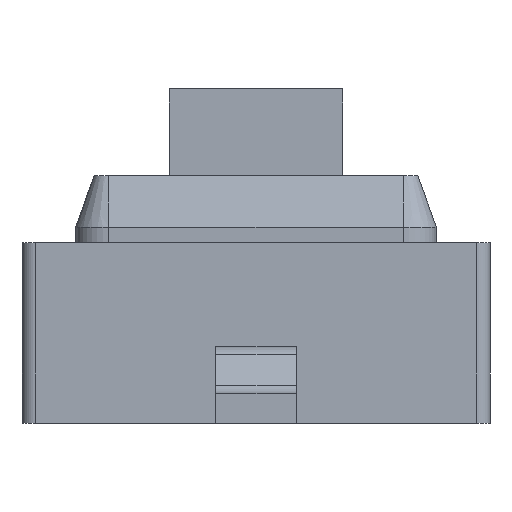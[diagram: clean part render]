
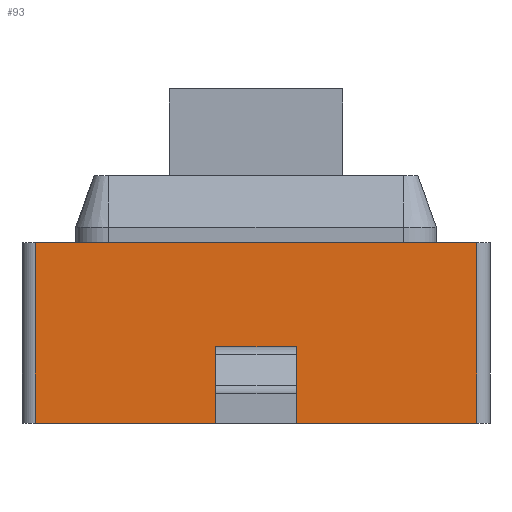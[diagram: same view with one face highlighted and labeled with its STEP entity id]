
A CAD part, left-side view. The second image highlights one B-rep face of the part: STEP entity #93.
In plain terms, the highlighted planar face has unit normal (-1, 0, 0).
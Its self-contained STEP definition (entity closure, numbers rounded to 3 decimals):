
#45 = VECTOR ( 'NONE', #1139, 1000. ) ;
#59 = CARTESIAN_POINT ( 'NONE',  ( -3., 1.65, 0. ) ) ;
#93 = ADVANCED_FACE ( 'NONE', ( #1211, #1245 ), #2107, .F. ) ;
#99 = CARTESIAN_POINT ( 'NONE',  ( -3., -1.65, 1.35 ) ) ;
#119 = CARTESIAN_POINT ( 'NONE',  ( -3., 1.65, 1.35 ) ) ;
#174 = LINE ( 'NONE', #1623, #1000 ) ;
#223 = CARTESIAN_POINT ( 'NONE',  ( -3., 1.65, 1.35 ) ) ;
#243 = EDGE_CURVE ( 'NONE', #461, #1029, #523, .T. ) ;
#279 = VERTEX_POINT ( 'NONE', #223 ) ;
#356 = LINE ( 'NONE', #2262, #650 ) ;
#378 = CARTESIAN_POINT ( 'NONE',  ( -3., -0.3, 0.57 ) ) ;
#383 = CARTESIAN_POINT ( 'NONE',  ( -3., -0.3, 0.57 ) ) ;
#386 = DIRECTION ( 'NONE',  ( 0., 1., 0. ) ) ;
#391 = VERTEX_POINT ( 'NONE', #1611 ) ;
#421 = VERTEX_POINT ( 'NONE', #765 ) ;
#456 = ORIENTED_EDGE ( 'NONE', *, *, #2362, .F. ) ;
#461 = VERTEX_POINT ( 'NONE', #383 ) ;
#483 = VECTOR ( 'NONE', #1551, 1000. ) ;
#523 = LINE ( 'NONE', #378, #1582 ) ;
#539 = EDGE_CURVE ( 'NONE', #1792, #1029, #880, .T. ) ;
#546 = VECTOR ( 'NONE', #861, 1000. ) ;
#647 = DIRECTION ( 'NONE',  ( 0., 1., 0. ) ) ;
#650 = VECTOR ( 'NONE', #2096, 1000. ) ;
#667 = ORIENTED_EDGE ( 'NONE', *, *, #680, .T. ) ;
#680 = EDGE_CURVE ( 'NONE', #421, #2019, #2217, .T. ) ;
#722 = ORIENTED_EDGE ( 'NONE', *, *, #539, .T. ) ;
#740 = CARTESIAN_POINT ( 'NONE',  ( -3., -0.3, 0.35 ) ) ;
#765 = CARTESIAN_POINT ( 'NONE',  ( -3., 1.65, 0. ) ) ;
#861 = DIRECTION ( 'NONE',  ( 0., 0., 1. ) ) ;
#880 = LINE ( 'NONE', #1682, #546 ) ;
#882 = CARTESIAN_POINT ( 'NONE',  ( -3., 1.65, 1.35 ) ) ;
#923 = VECTOR ( 'NONE', #2376, 1000. ) ;
#964 = LINE ( 'NONE', #119, #45 ) ;
#992 = LINE ( 'NONE', #740, #923 ) ;
#1000 = VECTOR ( 'NONE', #1432, 1000. ) ;
#1029 = VERTEX_POINT ( 'NONE', #2177 ) ;
#1103 = ORIENTED_EDGE ( 'NONE', *, *, #2546, .T. ) ;
#1127 = LINE ( 'NONE', #99, #1313 ) ;
#1139 = DIRECTION ( 'NONE',  ( 0., 0., -1. ) ) ;
#1182 = AXIS2_PLACEMENT_3D ( 'NONE', #882, #1304, #647 ) ;
#1211 = FACE_OUTER_BOUND ( 'NONE', #2569, .T. ) ;
#1245 = FACE_BOUND ( 'NONE', #2051, .T. ) ;
#1280 = VERTEX_POINT ( 'NONE', #2185 ) ;
#1304 = DIRECTION ( 'NONE',  ( 1., 0., 0. ) ) ;
#1313 = VECTOR ( 'NONE', #1549, 1000. ) ;
#1361 = ORIENTED_EDGE ( 'NONE', *, *, #2106, .F. ) ;
#1432 = DIRECTION ( 'NONE',  ( 0., -1., 0. ) ) ;
#1507 = ORIENTED_EDGE ( 'NONE', *, *, #1831, .F. ) ;
#1549 = DIRECTION ( 'NONE',  ( 0., 0., -1. ) ) ;
#1551 = DIRECTION ( 'NONE',  ( 0., -1., 0. ) ) ;
#1582 = VECTOR ( 'NONE', #386, 1000. ) ;
#1611 = CARTESIAN_POINT ( 'NONE',  ( -3., -1.65, 1.35 ) ) ;
#1623 = CARTESIAN_POINT ( 'NONE',  ( -3., 1.65, 1.35 ) ) ;
#1682 = CARTESIAN_POINT ( 'NONE',  ( -3., 0.3, 0.57 ) ) ;
#1694 = EDGE_CURVE ( 'NONE', #1280, #1792, #992, .T. ) ;
#1729 = CARTESIAN_POINT ( 'NONE',  ( -3., -1.65, 0. ) ) ;
#1792 = VERTEX_POINT ( 'NONE', #2485 ) ;
#1831 = EDGE_CURVE ( 'NONE', #1280, #461, #356, .T. ) ;
#2019 = VERTEX_POINT ( 'NONE', #1729 ) ;
#2040 = ORIENTED_EDGE ( 'NONE', *, *, #1694, .T. ) ;
#2051 = EDGE_LOOP ( 'NONE', ( #1507, #2040, #722, #2317 ) ) ;
#2096 = DIRECTION ( 'NONE',  ( 0., 0., 1. ) ) ;
#2106 = EDGE_CURVE ( 'NONE', #391, #2019, #1127, .T. ) ;
#2107 = PLANE ( 'NONE',  #1182 ) ;
#2177 = CARTESIAN_POINT ( 'NONE',  ( -3., 0.3, 0.57 ) ) ;
#2185 = CARTESIAN_POINT ( 'NONE',  ( -3., -0.3, 0.35 ) ) ;
#2217 = LINE ( 'NONE', #59, #483 ) ;
#2262 = CARTESIAN_POINT ( 'NONE',  ( -3., -0.3, 0.57 ) ) ;
#2317 = ORIENTED_EDGE ( 'NONE', *, *, #243, .F. ) ;
#2362 = EDGE_CURVE ( 'NONE', #279, #391, #174, .T. ) ;
#2376 = DIRECTION ( 'NONE',  ( 0., 1., 0. ) ) ;
#2485 = CARTESIAN_POINT ( 'NONE',  ( -3., 0.3, 0.35 ) ) ;
#2546 = EDGE_CURVE ( 'NONE', #279, #421, #964, .T. ) ;
#2569 = EDGE_LOOP ( 'NONE', ( #667, #1361, #456, #1103 ) ) ;
